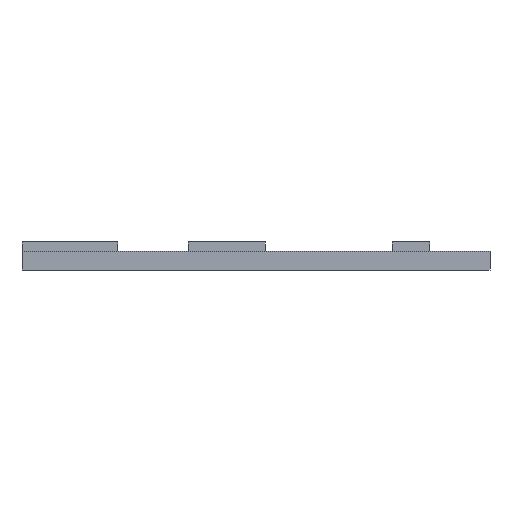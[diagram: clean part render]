
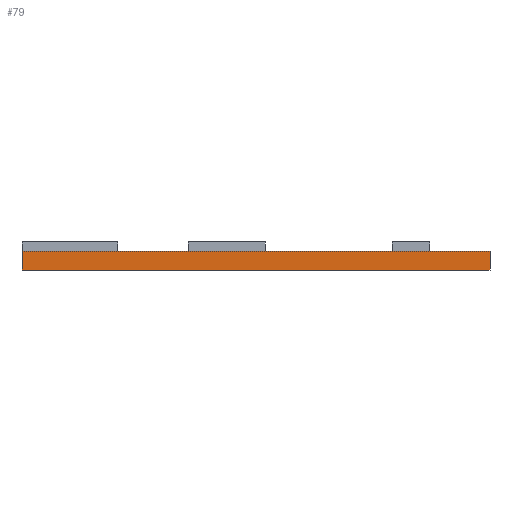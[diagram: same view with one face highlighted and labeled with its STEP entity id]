
A CAD part, front view. The second image highlights one B-rep face of the part: STEP entity #79.
In plain terms, the highlighted planar face has unit normal (0, -1, 0).
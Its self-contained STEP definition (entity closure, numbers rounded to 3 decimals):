
#79 = ADVANCED_FACE( '', ( #169 ), #170, .F. );
#169 = FACE_OUTER_BOUND( '', #277, .T. );
#170 = PLANE( '', #278 );
#277 = EDGE_LOOP( '', ( #442, #443, #444, #445 ) );
#278 = AXIS2_PLACEMENT_3D( '', #446, #447, #448 );
#442 = ORIENTED_EDGE( '', *, *, #654, .T. );
#443 = ORIENTED_EDGE( '', *, *, #655, .F. );
#444 = ORIENTED_EDGE( '', *, *, #656, .F. );
#445 = ORIENTED_EDGE( '', *, *, #657, .T. );
#446 = CARTESIAN_POINT( '', ( 0., 0., 4. ) );
#447 = DIRECTION( '', ( 0., 1., 0. ) );
#448 = DIRECTION( '', ( 0., 0., 1. ) );
#654 = EDGE_CURVE( '', #792, #793, #794, .T. );
#655 = EDGE_CURVE( '', #795, #793, #796, .T. );
#656 = EDGE_CURVE( '', #797, #795, #798, .T. );
#657 = EDGE_CURVE( '', #797, #792, #799, .T. );
#792 = VERTEX_POINT( '', #983 );
#793 = VERTEX_POINT( '', #984 );
#794 = LINE( '', #985, #986 );
#795 = VERTEX_POINT( '', #987 );
#796 = LINE( '', #988, #989 );
#797 = VERTEX_POINT( '', #990 );
#798 = LINE( '', #991, #992 );
#799 = LINE( '', #993, #994 );
#983 = CARTESIAN_POINT( '', ( 0., 0., 0. ) );
#984 = CARTESIAN_POINT( '', ( 100., 0., 0. ) );
#985 = CARTESIAN_POINT( '', ( 0., 0., 0. ) );
#986 = VECTOR( '', #1111, 1000. );
#987 = CARTESIAN_POINT( '', ( 100., 0., 4. ) );
#988 = CARTESIAN_POINT( '', ( 100., 0., 4. ) );
#989 = VECTOR( '', #1112, 1000. );
#990 = CARTESIAN_POINT( '', ( 0., 0., 4. ) );
#991 = CARTESIAN_POINT( '', ( 0., 0., 4. ) );
#992 = VECTOR( '', #1113, 1000. );
#993 = CARTESIAN_POINT( '', ( 0., 0., 4. ) );
#994 = VECTOR( '', #1114, 1000. );
#1111 = DIRECTION( '', ( 1., 0., 0. ) );
#1112 = DIRECTION( '', ( 0., 0., -1. ) );
#1113 = DIRECTION( '', ( 1., 0., 0. ) );
#1114 = DIRECTION( '', ( 0., 0., -1. ) );
